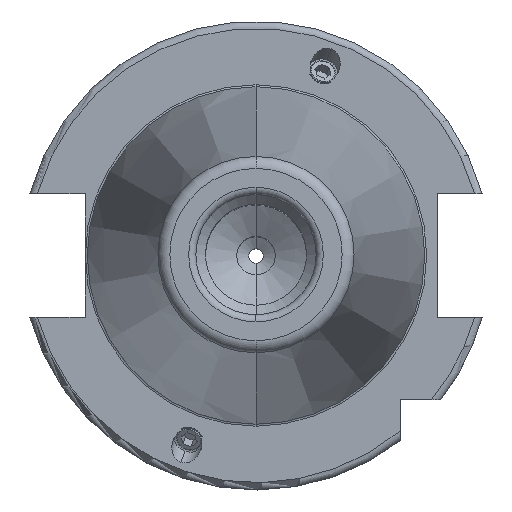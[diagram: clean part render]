
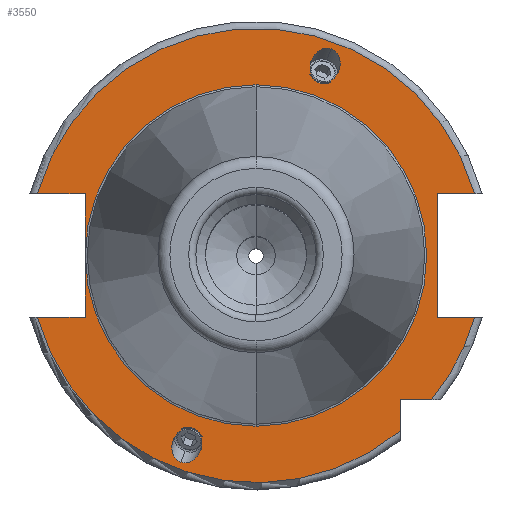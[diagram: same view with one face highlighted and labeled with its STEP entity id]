
A CAD part, top view. The second image highlights one B-rep face of the part: STEP entity #3550.
In plain terms, the highlighted planar face has unit normal (0, 0, 1).
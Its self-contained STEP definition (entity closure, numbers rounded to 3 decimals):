
#814=CARTESIAN_POINT('',(0,0,15.9));
#815=DIRECTION('',(0,0,1));
#816=DIRECTION('',(0.962,0.272,0));
#817=AXIS2_PLACEMENT_3D('',#814,#815,#816);
#865=CARTESIAN_POINT('',(0,0,15.9));
#866=DIRECTION('',(0,0,1));
#867=DIRECTION('',(-0.962,-0.272,0));
#868=AXIS2_PLACEMENT_3D('',#865,#866,#867);
#884=DIRECTION('',(1,0,0));
#885=VECTOR('',#884,9.969);
#886=CARTESIAN_POINT('',(-45.469,-12.85,15.9));
#887=LINE('',#886,#885);
#888=DIRECTION('',(0.,1,0));
#889=VECTOR('',#888,12.85);
#890=CARTESIAN_POINT('',(-35.5,-12.85,15.9));
#891=LINE('',#890,#889);
#892=DIRECTION('',(0.,1,0));
#893=VECTOR('',#892,12.85);
#894=CARTESIAN_POINT('',(-35.5,0,15.9));
#895=LINE('',#894,#893);
#896=DIRECTION('',(1,0,0));
#897=VECTOR('',#896,9.969);
#898=CARTESIAN_POINT('',(-45.469,12.85,15.9));
#899=LINE('',#898,#897);
#900=DIRECTION('',(-1,0,0));
#901=VECTOR('',#900,7.769);
#902=CARTESIAN_POINT('',(45.469,12.85,15.9));
#903=LINE('',#902,#901);
#904=DIRECTION('',(0,-1,0));
#905=VECTOR('',#904,25.7);
#906=CARTESIAN_POINT('',(37.7,12.85,15.9));
#907=LINE('',#906,#905);
#908=DIRECTION('',(-1,0,0));
#909=VECTOR('',#908,7.769);
#910=CARTESIAN_POINT('',(45.469,-12.85,15.9));
#911=LINE('',#910,#909);
#912=CARTESIAN_POINT('',(0,0,15.9));
#913=DIRECTION('',(0,0,1));
#914=DIRECTION('',(0.773,-0.635,0));
#915=AXIS2_PLACEMENT_3D('',#912,#913,#914);
#917=DIRECTION('',(-1,0,0));
#918=VECTOR('',#917,6.504);
#919=CARTESIAN_POINT('',(36.504,-30,15.9));
#920=LINE('',#919,#918);
#921=DIRECTION('',(0,1,0));
#922=VECTOR('',#921,6.504);
#923=CARTESIAN_POINT('',(30,-36.504,15.9));
#924=LINE('',#923,#922);
#925=CARTESIAN_POINT('',(15.638,42.966,15.9));
#926=CARTESIAN_POINT('',(15.301,43.089,15.9));
#927=CARTESIAN_POINT('',(14.517,43.205,15.9));
#928=CARTESIAN_POINT('',(13.205,42.774,15.9));
#929=CARTESIAN_POINT('',(12.281,41.938,15.9));
#930=CARTESIAN_POINT('',(11.759,41.131,15.9));
#931=CARTESIAN_POINT('',(11.484,40.516,15.9));
#932=CARTESIAN_POINT('',(11.299,39.867,15.9));
#933=CARTESIAN_POINT('',(11.18,38.913,15.9));
#934=CARTESIAN_POINT('',(11.35,37.679,15.9));
#935=CARTESIAN_POINT('',(12.078,36.506,15.9));
#936=CARTESIAN_POINT('',(12.754,36.091,15.9));
#937=CARTESIAN_POINT('',(13.091,35.968,15.9));
#939=CARTESIAN_POINT('',(13.091,35.968,15.9));
#940=CARTESIAN_POINT('',(13.429,35.845,15.9));
#941=CARTESIAN_POINT('',(14.213,35.729,15.9));
#942=CARTESIAN_POINT('',(15.525,36.16,15.9));
#943=CARTESIAN_POINT('',(16.448,36.996,15.9));
#944=CARTESIAN_POINT('',(16.971,37.803,15.9));
#945=CARTESIAN_POINT('',(17.246,38.418,15.9));
#946=CARTESIAN_POINT('',(17.431,39.067,15.9));
#947=CARTESIAN_POINT('',(17.549,40.021,15.9));
#948=CARTESIAN_POINT('',(17.379,41.255,15.9));
#949=CARTESIAN_POINT('',(16.651,42.428,15.9));
#950=CARTESIAN_POINT('',(15.976,42.843,15.9));
#951=CARTESIAN_POINT('',(15.638,42.966,15.9));
#953=CARTESIAN_POINT('',(-15.638,-42.966,15.9));
#954=CARTESIAN_POINT('',(-15.976,-42.843,15.9));
#955=CARTESIAN_POINT('',(-16.651,-42.428,15.9));
#956=CARTESIAN_POINT('',(-17.379,-41.255,15.9));
#957=CARTESIAN_POINT('',(-17.549,-40.021,15.9));
#958=CARTESIAN_POINT('',(-17.431,-39.067,15.9));
#959=CARTESIAN_POINT('',(-17.246,-38.418,15.9));
#960=CARTESIAN_POINT('',(-16.971,-37.803,15.9));
#961=CARTESIAN_POINT('',(-16.448,-36.996,15.9));
#962=CARTESIAN_POINT('',(-15.525,-36.16,15.9));
#963=CARTESIAN_POINT('',(-14.213,-35.729,15.9));
#964=CARTESIAN_POINT('',(-13.429,-35.845,15.9));
#965=CARTESIAN_POINT('',(-13.091,-35.968,15.9));
#967=CARTESIAN_POINT('',(-13.091,-35.968,15.9));
#968=CARTESIAN_POINT('',(-12.754,-36.091,15.9));
#969=CARTESIAN_POINT('',(-12.078,-36.506,15.9));
#970=CARTESIAN_POINT('',(-11.35,-37.679,15.9));
#971=CARTESIAN_POINT('',(-11.18,-38.913,15.9));
#972=CARTESIAN_POINT('',(-11.299,-39.867,15.9));
#973=CARTESIAN_POINT('',(-11.484,-40.516,15.9));
#974=CARTESIAN_POINT('',(-11.759,-41.131,15.9));
#975=CARTESIAN_POINT('',(-12.281,-41.938,15.9));
#976=CARTESIAN_POINT('',(-13.205,-42.774,15.9));
#977=CARTESIAN_POINT('',(-14.517,-43.205,15.9));
#978=CARTESIAN_POINT('',(-15.301,-43.089,15.9));
#979=CARTESIAN_POINT('',(-15.638,-42.966,15.9));
#981=CARTESIAN_POINT('',(0,0,15.9));
#982=DIRECTION('',(0,0,1));
#983=DIRECTION('',(0,1,0));
#984=AXIS2_PLACEMENT_3D('',#981,#982,#983);
#996=CARTESIAN_POINT('',(0,0,15.9));
#997=DIRECTION('',(0,0,1));
#998=DIRECTION('',(-1,0,0));
#999=AXIS2_PLACEMENT_3D('',#996,#997,#998);
#1001=CARTESIAN_POINT('',(0,0,15.9));
#1002=DIRECTION('',(0,0,-1));
#1003=DIRECTION('',(0,1,0));
#1004=AXIS2_PLACEMENT_3D('',#1001,#1002,#1003);
#2333=CARTESIAN_POINT('',(0,35.5,15.9));
#2335=VERTEX_POINT('',#2333);
#2355=CARTESIAN_POINT('',(0,-35.5,15.9));
#2357=VERTEX_POINT('',#2355);
#2503=CARTESIAN_POINT('',(-45.469,-12.85,15.9));
#2504=CARTESIAN_POINT('',(-35.5,-12.85,15.9));
#2505=VERTEX_POINT('',#2503);
#2506=VERTEX_POINT('',#2504);
#2507=CARTESIAN_POINT('',(-35.5,0,15.9));
#2508=VERTEX_POINT('',#2507);
#2509=CARTESIAN_POINT('',(-35.5,12.85,15.9));
#2510=VERTEX_POINT('',#2509);
#2511=CARTESIAN_POINT('',(-45.469,12.85,15.9));
#2512=VERTEX_POINT('',#2511);
#2513=CARTESIAN_POINT('',(37.7,12.85,15.9));
#2514=CARTESIAN_POINT('',(37.7,-12.85,15.9));
#2515=VERTEX_POINT('',#2513);
#2516=VERTEX_POINT('',#2514);
#2517=CARTESIAN_POINT('',(45.469,-12.85,15.9));
#2518=VERTEX_POINT('',#2517);
#2519=CARTESIAN_POINT('',(45.469,12.85,15.9));
#2520=VERTEX_POINT('',#2519);
#2521=CARTESIAN_POINT('',(30,-36.504,15.9));
#2522=CARTESIAN_POINT('',(30,-30,15.9));
#2523=VERTEX_POINT('',#2521);
#2524=VERTEX_POINT('',#2522);
#2525=CARTESIAN_POINT('',(36.504,-30,15.9));
#2526=VERTEX_POINT('',#2525);
#2619=VERTEX_POINT('',#925);
#2620=VERTEX_POINT('',#937);
#2675=CARTESIAN_POINT('',(-15.638,-42.966,15.9));
#2677=VERTEX_POINT('',#2675);
#2682=CARTESIAN_POINT('',(-13.091,-35.968,15.9));
#2683=VERTEX_POINT('',#2682);
#3511=CARTESIAN_POINT('',(0,0,15.9));
#3512=DIRECTION('',(0,0,-1));
#3513=DIRECTION('',(0,-1,0));
#3514=AXIS2_PLACEMENT_3D('',#3511,#3512,#3513);
#3515=PLANE('',#3514);
#3516=ORIENTED_EDGE('',*,*,#2822,.T.);
#3517=ORIENTED_EDGE('',*,*,#2859,.T.);
#3519=ORIENTED_EDGE('',*,*,#3518,.T.);
#3521=ORIENTED_EDGE('',*,*,#3520,.F.);
#3523=ORIENTED_EDGE('',*,*,#3522,.T.);
#3524=ORIENTED_EDGE('',*,*,#2857,.T.);
#3525=ORIENTED_EDGE('',*,*,#2893,.F.);
#3526=ORIENTED_EDGE('',*,*,#3489,.F.);
#3528=ORIENTED_EDGE('',*,*,#3527,.T.);
#3530=ORIENTED_EDGE('',*,*,#3529,.T.);
#3531=ORIENTED_EDGE('',*,*,#2969,.F.);
#3532=ORIENTED_EDGE('',*,*,#3479,.F.);
#3533=ORIENTED_EDGE('',*,*,#3026,.T.);
#3534=ORIENTED_EDGE('',*,*,#3077,.F.);
#3535=ORIENTED_EDGE('',*,*,#3505,.F.);
#3536=EDGE_LOOP('',(#3516,#3517,#3519,#3521,#3523,#3524,#3525,#3526,#3528,#3530,
#3531,#3532,#3533,#3534,#3535));
#3537=FACE_OUTER_BOUND('',#3536,.F.);
#3539=ORIENTED_EDGE('',*,*,#3538,.T.);
#3541=ORIENTED_EDGE('',*,*,#3540,.T.);
#3542=EDGE_LOOP('',(#3539,#3541));
#3543=FACE_BOUND('',#3542,.F.);
#3545=ORIENTED_EDGE('',*,*,#3544,.F.);
#3547=ORIENTED_EDGE('',*,*,#3546,.F.);
#3548=EDGE_LOOP('',(#3545,#3547));
#3549=FACE_BOUND('',#3548,.F.);
#3550=ADVANCED_FACE('',(#3537,#3543,#3549),#3515,.F.);
#818=CIRCLE('',#817,47.25);
#869=CIRCLE('',#868,47.25);
#916=CIRCLE('',#915,47.25);
#938=B_SPLINE_CURVE_WITH_KNOTS('',3,(#925,#926,#927,#928,#929,#930,#931,#932,
#933,#934,#935,#936,#937),.UNSPECIFIED.,.F.,.F.,(4,1,1,1,1,1,1,1,1,1,4),(0,
0.125,0.25,0.375,0.438,0.5,0.563,0.625,0.75,0.875,1),
.UNSPECIFIED.);
#952=B_SPLINE_CURVE_WITH_KNOTS('',3,(#939,#940,#941,#942,#943,#944,#945,#946,
#947,#948,#949,#950,#951),.UNSPECIFIED.,.F.,.F.,(4,1,1,1,1,1,1,1,1,1,4),(0,
0.125,0.25,0.375,0.438,0.5,0.563,0.625,0.75,0.875,1),
.UNSPECIFIED.);
#966=B_SPLINE_CURVE_WITH_KNOTS('',3,(#953,#954,#955,#956,#957,#958,#959,#960,
#961,#962,#963,#964,#965),.UNSPECIFIED.,.F.,.F.,(4,1,1,1,1,1,1,1,1,1,4),(0,
0.125,0.25,0.375,0.438,0.5,0.563,0.625,0.75,0.875,1),
.UNSPECIFIED.);
#980=B_SPLINE_CURVE_WITH_KNOTS('',3,(#967,#968,#969,#970,#971,#972,#973,#974,
#975,#976,#977,#978,#979),.UNSPECIFIED.,.F.,.F.,(4,1,1,1,1,1,1,1,1,1,4),(0,
0.125,0.25,0.375,0.438,0.5,0.563,0.625,0.75,0.875,1),
.UNSPECIFIED.);
#985=CIRCLE('',#984,35.5);
#1000=CIRCLE('',#999,35.5);
#1005=CIRCLE('',#1004,35.5);
#2822=EDGE_CURVE('',#2505,#2506,#887,.T.);
#2857=EDGE_CURVE('',#2508,#2510,#895,.T.);
#2859=EDGE_CURVE('',#2506,#2508,#891,.T.);
#2893=EDGE_CURVE('',#2512,#2510,#899,.T.);
#2969=EDGE_CURVE('',#2518,#2516,#911,.T.);
#3026=EDGE_CURVE('',#2526,#2524,#920,.T.);
#3077=EDGE_CURVE('',#2523,#2524,#924,.T.);
#3479=EDGE_CURVE('',#2526,#2518,#916,.T.);
#3489=EDGE_CURVE('',#2520,#2512,#818,.T.);
#3505=EDGE_CURVE('',#2505,#2523,#869,.T.);
#3518=EDGE_CURVE('',#2508,#2357,#1000,.T.);
#3520=EDGE_CURVE('',#2335,#2357,#1005,.T.);
#3522=EDGE_CURVE('',#2335,#2508,#985,.T.);
#3527=EDGE_CURVE('',#2520,#2515,#903,.T.);
#3529=EDGE_CURVE('',#2515,#2516,#907,.T.);
#3538=EDGE_CURVE('',#2619,#2620,#938,.T.);
#3540=EDGE_CURVE('',#2620,#2619,#952,.T.);
#3544=EDGE_CURVE('',#2677,#2683,#966,.T.);
#3546=EDGE_CURVE('',#2683,#2677,#980,.T.);
